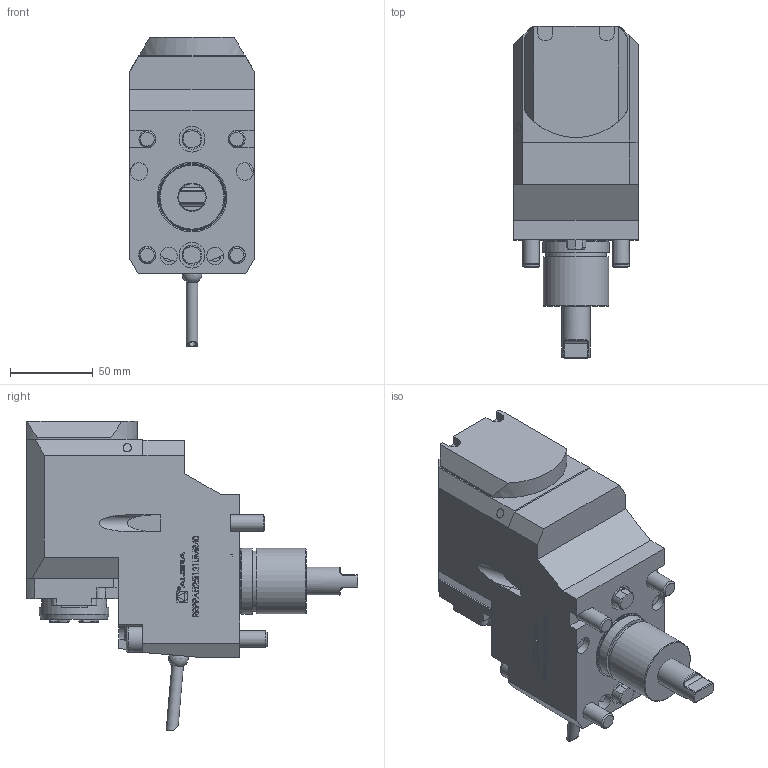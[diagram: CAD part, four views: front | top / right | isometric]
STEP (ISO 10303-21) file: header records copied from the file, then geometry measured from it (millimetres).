
FILE_DESCRIPTION (( 'STEP AP214' ), '1' );
FILE_NAME ('RRPPAH25I121UMR40.STEP', '2025-09-10T07:39:00', ( '' ), ( '' ), 'SwSTEP 2.0', 'SolidWorks 2023', '' );
FILE_SCHEMA (( 'AUTOMOTIVE_DESIGN' ));
Length unit declared in the file: millimetre
Products named in the file (1): RRPPAH25I121UMR40
Bounding box: 75 x 200.2 x 186.77 mm (x, y, z)
Volume: 1114691.7 mm3; surface area: 92007.2 mm2
Topology: 2 solids, 4 shells, 774 faces, 2095 edges, 1379 vertices
Faces by surface type: plane 497, cylinder 149, bspline 85, cone 34, torus 8, sphere 1
Full cylindrical faces by diameter (mm): 1.7 x1, 2.1 x1, 4 x1, 5 x2, 6.366 x1, 7 x1, 8.566 x1, 10 x4, 10.5 x6, 12 x3, 17 x1, 21 x1, 29.5 x1, 36.4 x1, 39.5 x1, 39.6 x1, 40 x1, 42 x1
Entity records: 33573 total; most frequent: CARTESIAN_POINT 11238, ORIENTED_EDGE 4042, DIRECTION 3513, EDGE_CURVE 2021, VERTEX_POINT 1352, LINE 1289, VECTOR 1289, AXIS2_PLACEMENT_3D 1112
